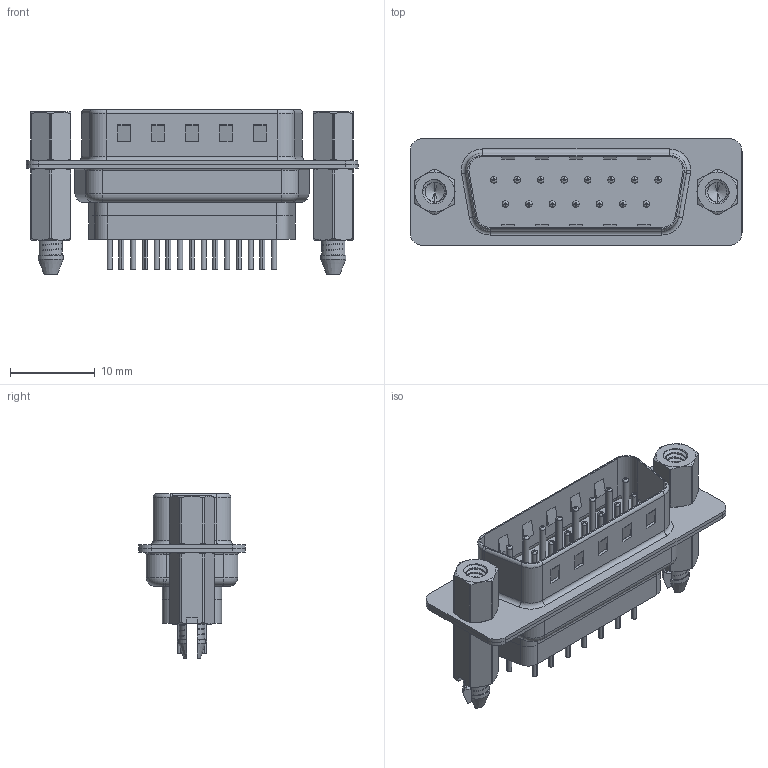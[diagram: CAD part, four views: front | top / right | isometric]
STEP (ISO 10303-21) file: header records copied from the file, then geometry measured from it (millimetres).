
FILE_DESCRIPTION (( 'STEP AP203' ), '1' );
FILE_NAME ('627-015-228-067.STEP', '2020-07-21T15:52:07', ( '' ), ( '' ), 'SwSTEP 2.0', 'SolidWorks 2020', '' );
FILE_SCHEMA (( 'CONFIG_CONTROL_DESIGN' ));
Length unit declared in the file: millimetre
Products named in the file (8): 627-015-228-067; 627 4-40 Hex Standoff; 627 Shell Rear_15 Contacts; 627 Shell Front_15 Contacts; 627 Housing_15 FF; 627 4-40 Threaded Boardlock_FF; 627 Contact Row 1_28L; 627 Contact Row 2_28L
Assembly tree (22 placements, depth 2):
  627-015-228-067
    627 Housing_15 FF
    627 Shell Front_15 Contacts
    627 Shell Rear_15 Contacts
    627 Contact Row 1_28L  x8
    627 Contact Row 2_28L  x7
    627 4-40 Hex Standoff  x2
    627 4-40 Threaded Boardlock_FF  x2
Bounding box: 39.15 x 12.6 x 19.4 mm (x, y, z)
Volume: 2603.6 mm3; surface area: 7047.9 mm2
Topology: 23 solids, 23 shells, 2133 faces, 5649 edges, 3541 vertices
Faces by surface type: cylinder 861, plane 559, torus 461, cone 186, bspline 66
Entity records: 43788 total; most frequent: CARTESIAN_POINT 23195, DIRECTION 4098, ORIENTED_EDGE 4082, EDGE_CURVE 2041, AXIS2_PLACEMENT_3D 1609, VERTEX_POINT 1308, EDGE_LOOP 923, VECTOR 880
